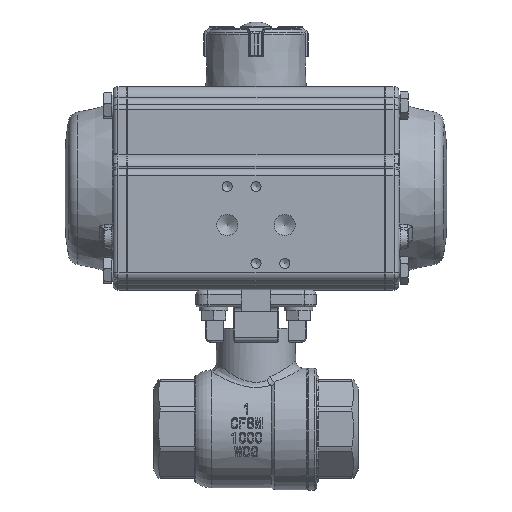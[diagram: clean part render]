
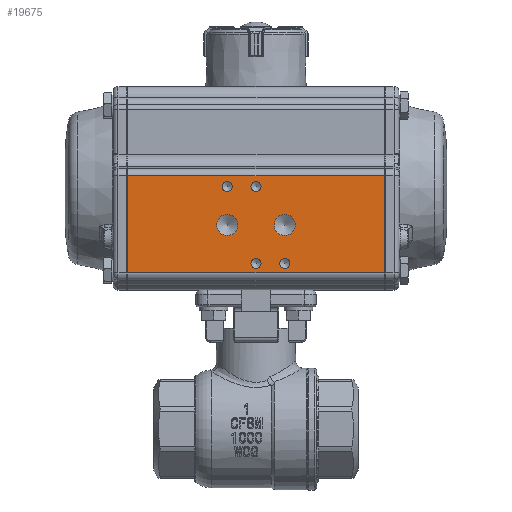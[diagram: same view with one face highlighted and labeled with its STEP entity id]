
A CAD part, top view. The second image highlights one B-rep face of the part: STEP entity #19675.
In plain terms, the highlighted face is planar.
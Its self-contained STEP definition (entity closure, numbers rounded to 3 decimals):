
#890=PLANE('',#21455);
#2286=LINE('',#62350,#3520);
#2300=LINE('',#62415,#3534);
#2337=LINE('',#62539,#3571);
#2338=LINE('',#62541,#3572);
#3520=VECTOR('',#25210,1000.);
#3534=VECTOR('',#25262,1000.);
#3571=VECTOR('',#25387,1000.);
#3572=VECTOR('',#25390,1000.);
#7817=ORIENTED_EDGE('',*,*,#11898,.T.);
#7818=ORIENTED_EDGE('',*,*,#11993,.F.);
#7819=ORIENTED_EDGE('',*,*,#11930,.F.);
#7820=ORIENTED_EDGE('',*,*,#11994,.T.);
#7821=ORIENTED_EDGE('',*,*,#11811,.F.);
#7822=ORIENTED_EDGE('',*,*,#11809,.F.);
#7823=ORIENTED_EDGE('',*,*,#11807,.F.);
#7824=ORIENTED_EDGE('',*,*,#11805,.F.);
#7825=ORIENTED_EDGE('',*,*,#11803,.F.);
#7826=ORIENTED_EDGE('',*,*,#11801,.F.);
#11801=EDGE_CURVE('',#14250,#14250,#15503,.T.);
#11803=EDGE_CURVE('',#14253,#14253,#15505,.T.);
#11805=EDGE_CURVE('',#14256,#14256,#15507,.T.);
#11807=EDGE_CURVE('',#14259,#14259,#15509,.T.);
#11809=EDGE_CURVE('',#14262,#14262,#15511,.T.);
#11811=EDGE_CURVE('',#14265,#14265,#15513,.T.);
#11898=EDGE_CURVE('',#14354,#14353,#2286,.T.);
#11930=EDGE_CURVE('',#14385,#14386,#2300,.T.);
#11993=EDGE_CURVE('',#14386,#14353,#2337,.T.);
#11994=EDGE_CURVE('',#14385,#14354,#2338,.T.);
#14250=VERTEX_POINT('',#62101);
#14253=VERTEX_POINT('',#62108);
#14256=VERTEX_POINT('',#62115);
#14259=VERTEX_POINT('',#62122);
#14262=VERTEX_POINT('',#62129);
#14265=VERTEX_POINT('',#62136);
#14353=VERTEX_POINT('',#62349);
#14354=VERTEX_POINT('',#62351);
#14385=VERTEX_POINT('',#62414);
#14386=VERTEX_POINT('',#62416);
#15503=CIRCLE('',#21277,4.4);
#15505=CIRCLE('',#21281,4.4);
#15507=CIRCLE('',#21285,2.1);
#15509=CIRCLE('',#21289,2.1);
#15511=CIRCLE('',#21293,2.1);
#15513=CIRCLE('',#21297,2.1);
#16870=EDGE_LOOP('',(#7817,#7818,#7819,#7820));
#16871=EDGE_LOOP('',(#7821));
#16872=EDGE_LOOP('',(#7822));
#16873=EDGE_LOOP('',(#7823));
#16874=EDGE_LOOP('',(#7824));
#16875=EDGE_LOOP('',(#7825));
#16876=EDGE_LOOP('',(#7826));
#18317=FACE_BOUND('',#16870,.T.);
#18318=FACE_BOUND('',#16871,.T.);
#18319=FACE_BOUND('',#16872,.T.);
#18320=FACE_BOUND('',#16873,.T.);
#18321=FACE_BOUND('',#16874,.T.);
#18322=FACE_BOUND('',#16875,.T.);
#18323=FACE_BOUND('',#16876,.T.);
#19675=ADVANCED_FACE('',(#18317,#18318,#18319,#18320,#18321,#18322,#18323),
#890,.F.);
#21277=AXIS2_PLACEMENT_3D('',#62100,#24949,#24950);
#21281=AXIS2_PLACEMENT_3D('',#62107,#24957,#24958);
#21285=AXIS2_PLACEMENT_3D('',#62114,#24965,#24966);
#21289=AXIS2_PLACEMENT_3D('',#62121,#24973,#24974);
#21293=AXIS2_PLACEMENT_3D('',#62128,#24981,#24982);
#21297=AXIS2_PLACEMENT_3D('',#62135,#24989,#24990);
#21455=AXIS2_PLACEMENT_3D('',#62540,#25388,#25389);
#24949=DIRECTION('',(-1.,0.,0.));
#24950=DIRECTION('',(0.,0.,1.));
#24957=DIRECTION('',(-1.,0.,0.));
#24958=DIRECTION('',(0.,0.,1.));
#24965=DIRECTION('',(-1.,0.,0.));
#24966=DIRECTION('',(0.,0.,1.));
#24973=DIRECTION('',(-1.,0.,0.));
#24974=DIRECTION('',(0.,0.,1.));
#24981=DIRECTION('',(-1.,0.,0.));
#24982=DIRECTION('',(0.,0.,1.));
#24989=DIRECTION('',(-1.,0.,0.));
#24990=DIRECTION('',(0.,0.,1.));
#25210=DIRECTION('',(0.,-1.,0.));
#25262=DIRECTION('',(0.,-1.,0.));
#25387=DIRECTION('',(0.,0.,-1.));
#25388=DIRECTION('',(1.,0.,0.));
#25389=DIRECTION('',(0.,1.,0.));
#25390=DIRECTION('',(0.,0.,-1.));
#62100=CARTESIAN_POINT('',(-46.55,-15.35,12.));
#62101=CARTESIAN_POINT('',(-46.55,-15.35,16.4));
#62107=CARTESIAN_POINT('',(-46.55,-15.35,-12.));
#62108=CARTESIAN_POINT('',(-46.55,-15.35,-7.6));
#62114=CARTESIAN_POINT('',(-46.55,-31.35,12.));
#62115=CARTESIAN_POINT('',(-46.55,-31.35,14.1));
#62121=CARTESIAN_POINT('',(-46.55,-31.35,0.));
#62122=CARTESIAN_POINT('',(-46.55,-31.35,2.1));
#62128=CARTESIAN_POINT('',(-46.55,0.65,0.));
#62129=CARTESIAN_POINT('',(-46.55,0.65,2.1));
#62135=CARTESIAN_POINT('',(-46.55,0.65,-12.));
#62136=CARTESIAN_POINT('',(-46.55,0.65,-9.9));
#62349=CARTESIAN_POINT('',(-46.55,-35.35,-53.5));
#62350=CARTESIAN_POINT('',(-46.55,5.107,-53.5));
#62351=CARTESIAN_POINT('',(-46.55,5.107,-53.5));
#62414=CARTESIAN_POINT('',(-46.55,5.107,53.5));
#62415=CARTESIAN_POINT('',(-46.55,5.107,53.5));
#62416=CARTESIAN_POINT('',(-46.55,-35.35,53.5));
#62539=CARTESIAN_POINT('',(-46.55,-35.35,53.5));
#62540=CARTESIAN_POINT('',(-46.55,5.107,53.5));
#62541=CARTESIAN_POINT('',(-46.55,5.107,53.5));
